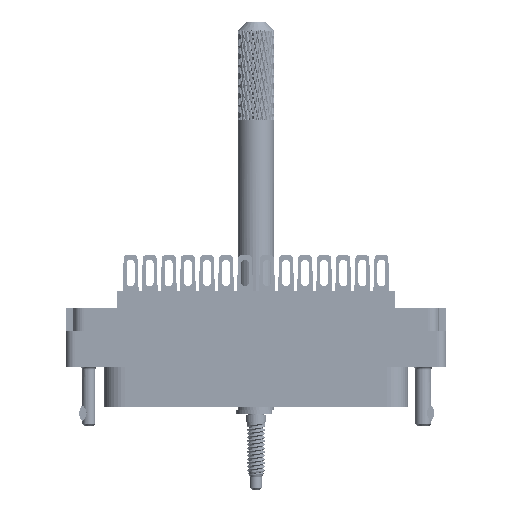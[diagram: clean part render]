
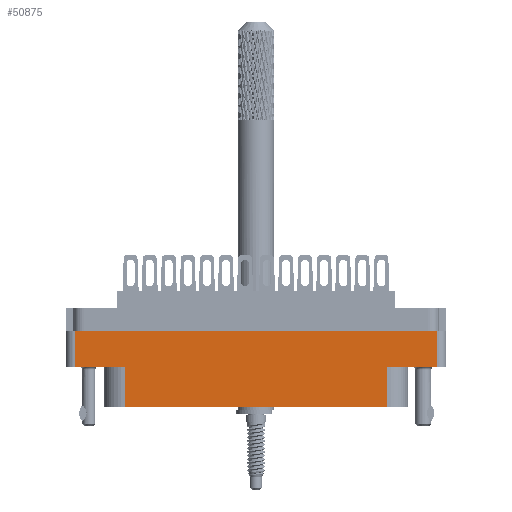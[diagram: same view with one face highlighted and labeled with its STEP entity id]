
A CAD part, front view. The second image highlights one B-rep face of the part: STEP entity #50875.
In plain terms, the highlighted planar face has unit normal (0, -1, 0).
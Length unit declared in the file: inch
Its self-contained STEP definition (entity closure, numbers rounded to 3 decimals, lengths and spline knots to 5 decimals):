
#1411 = VERTEX_POINT ( 'NONE', #13827 ) ;
#1726 = EDGE_CURVE ( 'NONE', #86787, #25624, #98023, .T. ) ;
#2586 = VERTEX_POINT ( 'NONE', #116874 ) ;
#4192 = CARTESIAN_POINT ( 'NONE',  ( 0., -0.438, -0.274 ) ) ;
#4921 = ORIENTED_EDGE ( 'NONE', *, *, #1726, .T. ) ;
#5587 = VERTEX_POINT ( 'NONE', #86703 ) ;
#6534 = CARTESIAN_POINT ( 'NONE',  ( -0.895, -0.438, -0.789 ) ) ;
#7332 = CARTESIAN_POINT ( 'NONE',  ( 0., -0.438, -0.52 ) ) ;
#9499 = LINE ( 'NONE', #7332, #104194 ) ;
#10466 = CARTESIAN_POINT ( 'NONE',  ( -1.2335, -0.438, -0.274 ) ) ;
#13827 = CARTESIAN_POINT ( 'NONE',  ( 1.2335, -0.438, -0.274 ) ) ;
#13897 = EDGE_CURVE ( 'NONE', #106314, #5587, #40326, .T. ) ;
#18383 = ORIENTED_EDGE ( 'NONE', *, *, #34453, .T. ) ;
#20520 = CARTESIAN_POINT ( 'NONE',  ( -1.2335, -0.438, -0.789 ) ) ;
#22907 = VECTOR ( 'NONE', #72187, 39.37008 ) ;
#25624 = VERTEX_POINT ( 'NONE', #6534 ) ;
#31073 = PLANE ( 'NONE',  #108379 ) ;
#34044 = CARTESIAN_POINT ( 'NONE',  ( 0.895, -0.438, -0.52 ) ) ;
#34071 = VECTOR ( 'NONE', #63965, 39.37008 ) ;
#34453 = EDGE_CURVE ( 'NONE', #122285, #43290, #95778, .T. ) ;
#35785 = EDGE_CURVE ( 'NONE', #2586, #5587, #86556, .T. ) ;
#39107 = EDGE_CURVE ( 'NONE', #122285, #1411, #63591, .T. ) ;
#39851 = DIRECTION ( 'NONE',  ( 0., 0., -1. ) ) ;
#40326 = LINE ( 'NONE', #53567, #123094 ) ;
#41579 = CARTESIAN_POINT ( 'NONE',  ( -0.895, -0.438, -0.52 ) ) ;
#43290 = VERTEX_POINT ( 'NONE', #70320 ) ;
#43887 = ORIENTED_EDGE ( 'NONE', *, *, #49392, .T. ) ;
#48753 = CARTESIAN_POINT ( 'NONE',  ( 1.2335, -0.438, -0.52 ) ) ;
#49392 = EDGE_CURVE ( 'NONE', #25624, #2586, #63234, .T. ) ;
#49501 = CARTESIAN_POINT ( 'NONE',  ( -1.2955, -0.438, -0.789 ) ) ;
#50875 = ADVANCED_FACE ( 'NONE', ( #93348 ), #31073, .T. ) ;
#51280 = CARTESIAN_POINT ( 'NONE',  ( -1.2955, -0.438, -0.789 ) ) ;
#53567 = CARTESIAN_POINT ( 'NONE',  ( 0., -0.438, -0.52 ) ) ;
#63234 = LINE ( 'NONE', #49501, #91862 ) ;
#63591 = LINE ( 'NONE', #4192, #22907 ) ;
#63965 = DIRECTION ( 'NONE',  ( 0., 0., 1. ) ) ;
#64437 = DIRECTION ( 'NONE',  ( -1., 0., 0. ) ) ;
#66911 = VECTOR ( 'NONE', #101356, 39.37008 ) ;
#67465 = EDGE_LOOP ( 'NONE', ( #91346, #18383, #71729, #4921, #43887, #70658, #105361, #94873 ) ) ;
#70320 = CARTESIAN_POINT ( 'NONE',  ( -1.2335, -0.438, -0.52 ) ) ;
#70658 = ORIENTED_EDGE ( 'NONE', *, *, #35785, .T. ) ;
#71729 = ORIENTED_EDGE ( 'NONE', *, *, #119253, .F. ) ;
#72187 = DIRECTION ( 'NONE',  ( 1., 0., 0. ) ) ;
#78225 = DIRECTION ( 'NONE',  ( 0., 0., -1. ) ) ;
#86556 = LINE ( 'NONE', #34044, #66911 ) ;
#86703 = CARTESIAN_POINT ( 'NONE',  ( 0.895, -0.438, -0.52 ) ) ;
#86787 = VERTEX_POINT ( 'NONE', #41579 ) ;
#88299 = LINE ( 'NONE', #112432, #34071 ) ;
#89675 = DIRECTION ( 'NONE',  ( 0., 0., -1. ) ) ;
#91346 = ORIENTED_EDGE ( 'NONE', *, *, #39107, .F. ) ;
#91469 = DIRECTION ( 'NONE',  ( -1., 0., 0. ) ) ;
#91862 = VECTOR ( 'NONE', #110228, 39.37008 ) ;
#93348 = FACE_OUTER_BOUND ( 'NONE', #67465, .T. ) ;
#94873 = ORIENTED_EDGE ( 'NONE', *, *, #111090, .T. ) ;
#95778 = LINE ( 'NONE', #20520, #101822 ) ;
#98023 = LINE ( 'NONE', #109056, #108713 ) ;
#101356 = DIRECTION ( 'NONE',  ( 0., 0., 1. ) ) ;
#101822 = VECTOR ( 'NONE', #39851, 39.37008 ) ;
#104194 = VECTOR ( 'NONE', #64437, 39.37008 ) ;
#105361 = ORIENTED_EDGE ( 'NONE', *, *, #13897, .F. ) ;
#106314 = VERTEX_POINT ( 'NONE', #48753 ) ;
#108379 = AXIS2_PLACEMENT_3D ( 'NONE', #51280, #117809, #78225 ) ;
#108713 = VECTOR ( 'NONE', #89675, 39.37008 ) ;
#109056 = CARTESIAN_POINT ( 'NONE',  ( -0.895, -0.438, -0.789 ) ) ;
#110228 = DIRECTION ( 'NONE',  ( 1., 0., 0. ) ) ;
#111090 = EDGE_CURVE ( 'NONE', #106314, #1411, #88299, .T. ) ;
#112432 = CARTESIAN_POINT ( 'NONE',  ( 1.2335, -0.438, -0.789 ) ) ;
#116874 = CARTESIAN_POINT ( 'NONE',  ( 0.895, -0.438, -0.789 ) ) ;
#117809 = DIRECTION ( 'NONE',  ( 0., -1., 0. ) ) ;
#119253 = EDGE_CURVE ( 'NONE', #86787, #43290, #9499, .T. ) ;
#122285 = VERTEX_POINT ( 'NONE', #10466 ) ;
#123094 = VECTOR ( 'NONE', #91469, 39.37008 ) ;
